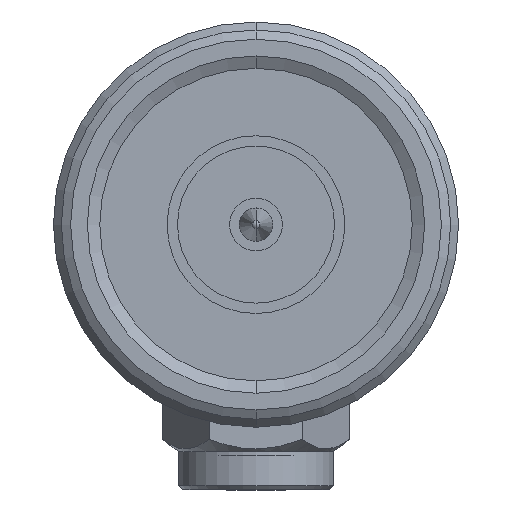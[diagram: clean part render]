
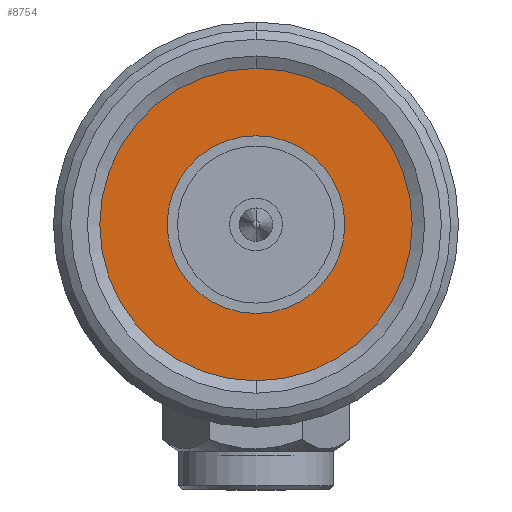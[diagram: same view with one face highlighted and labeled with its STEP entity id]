
A CAD part, left-side view. The second image highlights one B-rep face of the part: STEP entity #8754.
In plain terms, the highlighted face is planar.
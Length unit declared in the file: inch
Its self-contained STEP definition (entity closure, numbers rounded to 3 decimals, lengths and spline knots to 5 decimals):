
#671 = CARTESIAN_POINT ( 'NONE',  ( 0.0218, 0., -0.35915 ) ) ;
#1159 = ORIENTED_EDGE ( 'NONE', *, *, #4406, .F. ) ;
#1317 = EDGE_CURVE ( 'NONE', #5381, #7540, #6280, .T. ) ;
#1378 = AXIS2_PLACEMENT_3D ( 'NONE', #7690, #6176, #6144 ) ;
#1394 = VERTEX_POINT ( 'NONE', #5431 ) ;
#1440 = EDGE_LOOP ( 'NONE', ( #3455, #1159 ) ) ;
#1589 = DIRECTION ( 'NONE',  ( 0., 0., 1. ) ) ;
#1615 = AXIS2_PLACEMENT_3D ( 'NONE', #4005, #1875, #2618 ) ;
#1820 = ORIENTED_EDGE ( 'NONE', *, *, #6287, .T. ) ;
#1875 = DIRECTION ( 'NONE',  ( -1., 0., 0. ) ) ;
#2300 = AXIS2_PLACEMENT_3D ( 'NONE', #3060, #8249, #6031 ) ;
#2336 = CARTESIAN_POINT ( 'NONE',  ( 0.0218, 0., 0. ) ) ;
#2618 = DIRECTION ( 'NONE',  ( 0., 0., 1. ) ) ;
#3060 = CARTESIAN_POINT ( 'NONE',  ( 0.0218, 0., 0. ) ) ;
#3063 = DIRECTION ( 'NONE',  ( -1., 0., 0. ) ) ;
#3455 = ORIENTED_EDGE ( 'NONE', *, *, #1317, .F. ) ;
#3601 = CIRCLE ( 'NONE', #4679, 0.17268 ) ;
#4005 = CARTESIAN_POINT ( 'NONE',  ( 0.0218, 0., 0. ) ) ;
#4074 = CARTESIAN_POINT ( 'NONE',  ( 0.0218, 0., -0.17268 ) ) ;
#4406 = EDGE_CURVE ( 'NONE', #7540, #5381, #5877, .T. ) ;
#4679 = AXIS2_PLACEMENT_3D ( 'NONE', #2336, #8947, #1589 ) ;
#5341 = EDGE_LOOP ( 'NONE', ( #6983, #1820 ) ) ;
#5381 = VERTEX_POINT ( 'NONE', #8788 ) ;
#5413 = AXIS2_PLACEMENT_3D ( 'NONE', #7591, #3063, #9058 ) ;
#5431 = CARTESIAN_POINT ( 'NONE',  ( 0.0218, 0., 0.17268 ) ) ;
#5451 = FACE_BOUND ( 'NONE', #5341, .T. ) ;
#5716 = CIRCLE ( 'NONE', #5413, 0.17268 ) ;
#5877 = CIRCLE ( 'NONE', #1615, 0.35915 ) ;
#6031 = DIRECTION ( 'NONE',  ( 0., 0., 1. ) ) ;
#6144 = DIRECTION ( 'NONE',  ( 0., 0., -1. ) ) ;
#6176 = DIRECTION ( 'NONE',  ( 1., 0., 0. ) ) ;
#6280 = CIRCLE ( 'NONE', #2300, 0.35915 ) ;
#6287 = EDGE_CURVE ( 'NONE', #7107, #1394, #5716, .T. ) ;
#6983 = ORIENTED_EDGE ( 'NONE', *, *, #8474, .T. ) ;
#7107 = VERTEX_POINT ( 'NONE', #4074 ) ;
#7540 = VERTEX_POINT ( 'NONE', #671 ) ;
#7591 = CARTESIAN_POINT ( 'NONE',  ( 0.0218, 0., 0. ) ) ;
#7690 = CARTESIAN_POINT ( 'NONE',  ( 0.0218, 0., 0. ) ) ;
#8249 = DIRECTION ( 'NONE',  ( -1., 0., 0. ) ) ;
#8465 = PLANE ( 'NONE',  #1378 ) ;
#8474 = EDGE_CURVE ( 'NONE', #1394, #7107, #3601, .T. ) ;
#8754 = ADVANCED_FACE ( 'NONE', ( #5451, #8813 ), #8465, .T. ) ;
#8788 = CARTESIAN_POINT ( 'NONE',  ( 0.0218, 0., 0.35915 ) ) ;
#8813 = FACE_OUTER_BOUND ( 'NONE', #1440, .T. ) ;
#8947 = DIRECTION ( 'NONE',  ( -1., 0., 0. ) ) ;
#9058 = DIRECTION ( 'NONE',  ( 0., 0., 1. ) ) ;
